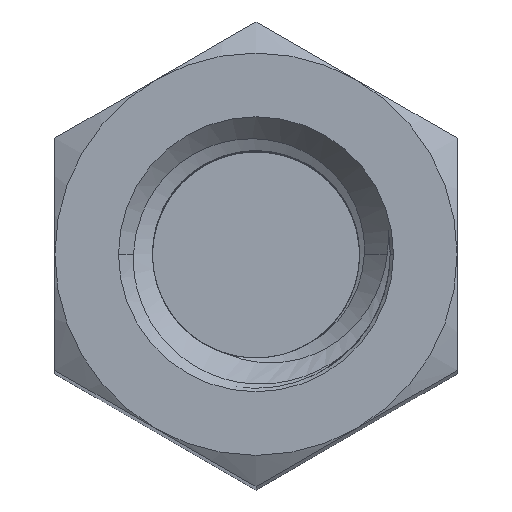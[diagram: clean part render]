
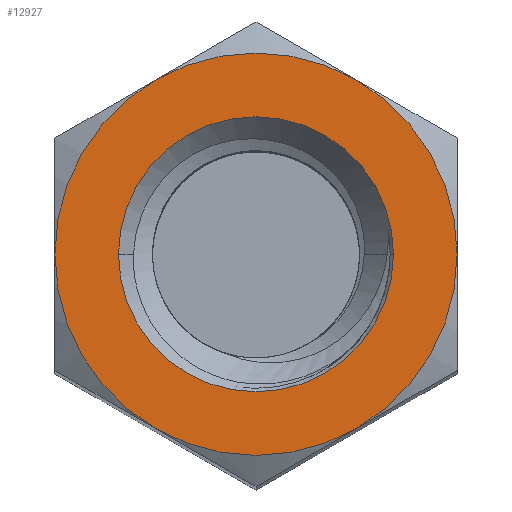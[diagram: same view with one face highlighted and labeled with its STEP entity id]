
A CAD part, top view. The second image highlights one B-rep face of the part: STEP entity #12927.
In plain terms, the highlighted planar face has unit normal (0, 0, 1).
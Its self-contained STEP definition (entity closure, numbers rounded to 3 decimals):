
#301 = CIRCLE ( 'NONE', #7999, 3. ) ;
#675 = CARTESIAN_POINT ( 'NONE',  ( 1.5, -2.598, 15. ) ) ;
#775 = DIRECTION ( 'NONE',  ( 0., 0., -1. ) ) ;
#826 = ORIENTED_EDGE ( 'NONE', *, *, #8629, .F. ) ;
#1063 = CARTESIAN_POINT ( 'NONE',  ( 0., 0., 15. ) ) ;
#1076 = CARTESIAN_POINT ( 'NONE',  ( -2.051, 0., 15. ) ) ;
#1485 = DIRECTION ( 'NONE',  ( 0., 0., -1. ) ) ;
#1524 = AXIS2_PLACEMENT_3D ( 'NONE', #9708, #7386, #12184 ) ;
#1701 = VERTEX_POINT ( 'NONE', #13798 ) ;
#1870 = EDGE_CURVE ( 'NONE', #7465, #13078, #13800, .T. ) ;
#2200 = CIRCLE ( 'NONE', #15265, 3. ) ;
#2300 = DIRECTION ( 'NONE',  ( -1., 0., 0. ) ) ;
#2418 = EDGE_CURVE ( 'NONE', #10755, #14224, #8781, .T. ) ;
#2495 = ORIENTED_EDGE ( 'NONE', *, *, #11990, .T. ) ;
#2703 = CARTESIAN_POINT ( 'NONE',  ( -1.5, 2.598, 15. ) ) ;
#2715 = DIRECTION ( 'NONE',  ( -1., 0., 0. ) ) ;
#4041 = CARTESIAN_POINT ( 'NONE',  ( 0., 0., 15. ) ) ;
#4079 = CARTESIAN_POINT ( 'NONE',  ( -3., 0., 15. ) ) ;
#4371 = DIRECTION ( 'NONE',  ( 0., 0., -1. ) ) ;
#4376 = ORIENTED_EDGE ( 'NONE', *, *, #5852, .T. ) ;
#5074 = DIRECTION ( 'NONE',  ( 0., 0., -1. ) ) ;
#5254 = AXIS2_PLACEMENT_3D ( 'NONE', #4041, #1485, #2715 ) ;
#5314 = AXIS2_PLACEMENT_3D ( 'NONE', #9935, #5074, #8738 ) ;
#5362 = VERTEX_POINT ( 'NONE', #1076 ) ;
#5766 = ORIENTED_EDGE ( 'NONE', *, *, #14330, .F. ) ;
#5852 = EDGE_CURVE ( 'NONE', #5362, #1701, #7394, .T. ) ;
#5874 = DIRECTION ( 'NONE',  ( 0., 0., -1. ) ) ;
#5889 = CARTESIAN_POINT ( 'NONE',  ( 0., 0., 15. ) ) ;
#6232 = FACE_OUTER_BOUND ( 'NONE', #9643, .T. ) ;
#6268 = CARTESIAN_POINT ( 'NONE',  ( 1.5, 2.598, 15. ) ) ;
#6566 = ORIENTED_EDGE ( 'NONE', *, *, #1870, .F. ) ;
#6905 = AXIS2_PLACEMENT_3D ( 'NONE', #1063, #5874, #7261 ) ;
#7223 = DIRECTION ( 'NONE',  ( 0., 0., -1. ) ) ;
#7261 = DIRECTION ( 'NONE',  ( -1., 0., 0. ) ) ;
#7352 = DIRECTION ( 'NONE',  ( 0., 0., -1. ) ) ;
#7386 = DIRECTION ( 'NONE',  ( 0., 0., 1. ) ) ;
#7394 = CIRCLE ( 'NONE', #7703, 2.051 ) ;
#7465 = VERTEX_POINT ( 'NONE', #7818 ) ;
#7505 = ORIENTED_EDGE ( 'NONE', *, *, #10100, .F. ) ;
#7703 = AXIS2_PLACEMENT_3D ( 'NONE', #10731, #4371, #8186 ) ;
#7818 = CARTESIAN_POINT ( 'NONE',  ( -1.5, -2.598, 15. ) ) ;
#7999 = AXIS2_PLACEMENT_3D ( 'NONE', #5889, #10689, #13322 ) ;
#8086 = EDGE_LOOP ( 'NONE', ( #4376, #2495 ) ) ;
#8152 = CIRCLE ( 'NONE', #14406, 2.051 ) ;
#8186 = DIRECTION ( 'NONE',  ( -1., 0., 0. ) ) ;
#8404 = PLANE ( 'NONE',  #1524 ) ;
#8520 = CIRCLE ( 'NONE', #5314, 3. ) ;
#8629 = EDGE_CURVE ( 'NONE', #9019, #10755, #10074, .T. ) ;
#8738 = DIRECTION ( 'NONE',  ( -1., 0., 0. ) ) ;
#8781 = CIRCLE ( 'NONE', #14348, 3. ) ;
#9019 = VERTEX_POINT ( 'NONE', #2703 ) ;
#9392 = CARTESIAN_POINT ( 'NONE',  ( 3., 0., 15. ) ) ;
#9604 = ORIENTED_EDGE ( 'NONE', *, *, #2418, .F. ) ;
#9643 = EDGE_LOOP ( 'NONE', ( #9807, #9604, #826, #7505, #6566, #5766 ) ) ;
#9671 = DIRECTION ( 'NONE',  ( -1., 0., 0. ) ) ;
#9708 = CARTESIAN_POINT ( 'NONE',  ( 0., 3.464, 15. ) ) ;
#9807 = ORIENTED_EDGE ( 'NONE', *, *, #10813, .F. ) ;
#9935 = CARTESIAN_POINT ( 'NONE',  ( 0., 0., 15. ) ) ;
#10074 = CIRCLE ( 'NONE', #6905, 3. ) ;
#10100 = EDGE_CURVE ( 'NONE', #13078, #9019, #2200, .T. ) ;
#10689 = DIRECTION ( 'NONE',  ( 0., 0., -1. ) ) ;
#10731 = CARTESIAN_POINT ( 'NONE',  ( 0., 0., 15. ) ) ;
#10755 = VERTEX_POINT ( 'NONE', #6268 ) ;
#10813 = EDGE_CURVE ( 'NONE', #14224, #13261, #8520, .T. ) ;
#11826 = DIRECTION ( 'NONE',  ( -1., 0., 0. ) ) ;
#11990 = EDGE_CURVE ( 'NONE', #1701, #5362, #8152, .T. ) ;
#12184 = DIRECTION ( 'NONE',  ( 1., 0., 0. ) ) ;
#12203 = CARTESIAN_POINT ( 'NONE',  ( 0., 0., 15. ) ) ;
#12927 = ADVANCED_FACE ( 'NONE', ( #6232, #13164 ), #8404, .T. ) ;
#13078 = VERTEX_POINT ( 'NONE', #4079 ) ;
#13164 = FACE_BOUND ( 'NONE', #8086, .T. ) ;
#13261 = VERTEX_POINT ( 'NONE', #675 ) ;
#13322 = DIRECTION ( 'NONE',  ( -1., 0., 0. ) ) ;
#13798 = CARTESIAN_POINT ( 'NONE',  ( 2.051, 0., 15. ) ) ;
#13800 = CIRCLE ( 'NONE', #5254, 3. ) ;
#14224 = VERTEX_POINT ( 'NONE', #9392 ) ;
#14330 = EDGE_CURVE ( 'NONE', #13261, #7465, #301, .T. ) ;
#14348 = AXIS2_PLACEMENT_3D ( 'NONE', #15751, #7223, #2300 ) ;
#14406 = AXIS2_PLACEMENT_3D ( 'NONE', #12203, #7352, #9671 ) ;
#15265 = AXIS2_PLACEMENT_3D ( 'NONE', #15505, #775, #11826 ) ;
#15505 = CARTESIAN_POINT ( 'NONE',  ( 0., 0., 15. ) ) ;
#15751 = CARTESIAN_POINT ( 'NONE',  ( 0., 0., 15. ) ) ;
